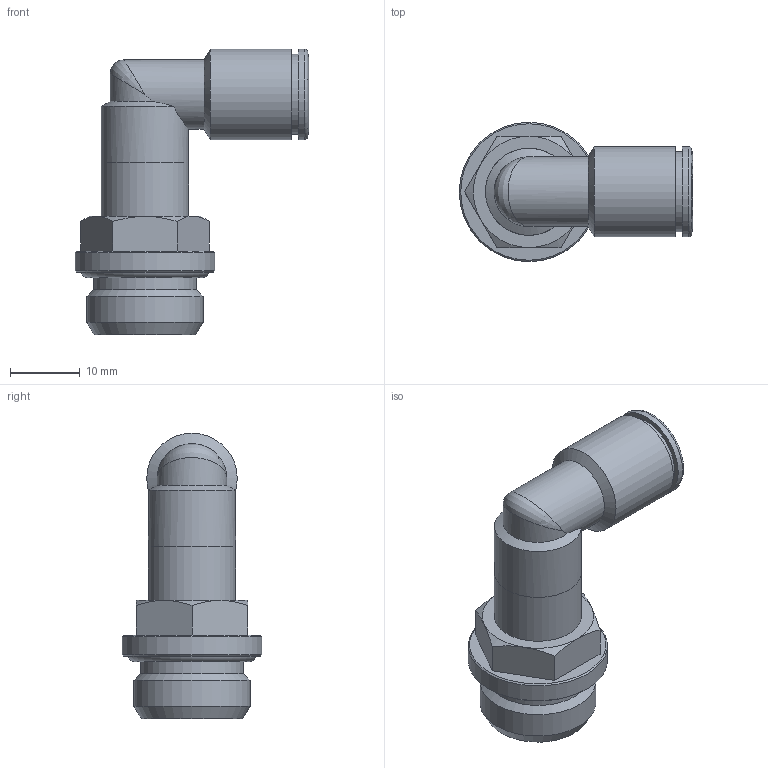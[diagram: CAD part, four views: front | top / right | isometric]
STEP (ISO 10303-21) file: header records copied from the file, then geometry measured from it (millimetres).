
FILE_DESCRIPTION(/* description */ (''),/* implementation_level */ '2;1');
FILE_NAME(/* name */ 'iqsll_388_g_msv.stp',/* time_stamp */ '2017-11-13T12:18:38+01:00',/* author */ ('Hamoud'),/* organization */ (''),/* preprocessor_version */ 'ST-DEVELOPER v15.6',/* originating_system */ 'Autodesk Inventor LT ',/* authorisation */ '');
FILE_SCHEMA (('AUTOMOTIVE_DESIGN { 1 0 10303 214 3 1 1 }'));
Length unit declared in the file: millimetre
Products named in the file (1): iqsll_388_g_msv
Bounding box: 33.5 x 20 x 41 mm (x, y, z)
Volume: 5099.9 mm3; surface area: 6024 mm2
Topology: 4 solids, 4 shells, 76 faces, 162 edges, 98 vertices
Faces by surface type: cone 27, cylinder 23, plane 21, torus 4, bspline 1
Full cylindrical faces by diameter (mm): 5.5 x2, 6 x1, 8.1 x1, 8.2 x1, 9 x2, 10 x1, 10.1 x3, 11 x2, 11.5 x1, 11.6 x1, 12.5 x2, 13 x2, 14.75 x1, 16.662 x1, 20 x1
Entity records: 2456 total; most frequent: CARTESIAN_POINT 1042, DIRECTION 302, ORIENTED_EDGE 200, AXIS2_PLACEMENT_3D 145, EDGE_LOOP 135, EDGE_CURVE 100, VERTEX_POINT 83, FACE_OUTER_BOUND 76
